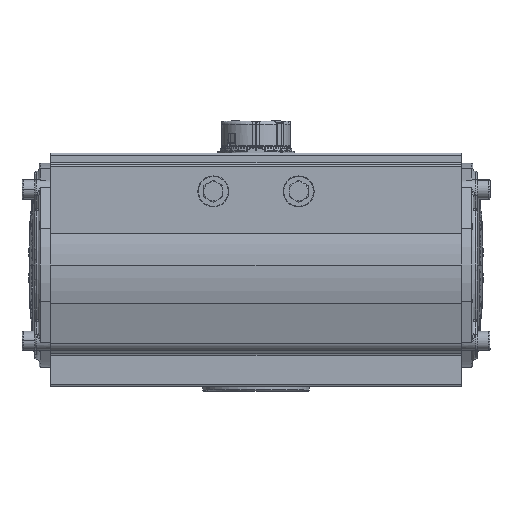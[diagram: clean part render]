
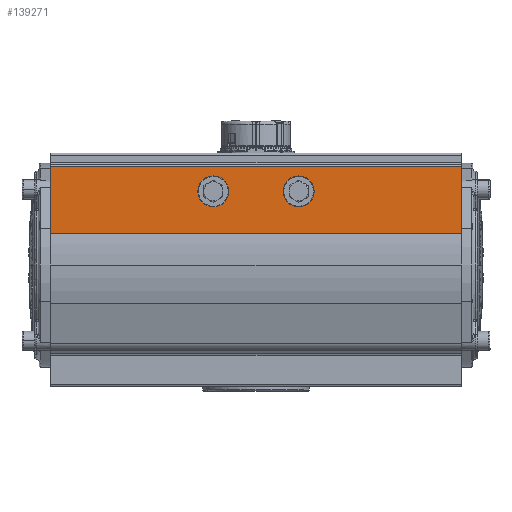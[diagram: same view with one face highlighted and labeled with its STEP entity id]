
A CAD part, top view. The second image highlights one B-rep face of the part: STEP entity #139271.
In plain terms, the highlighted face is planar.
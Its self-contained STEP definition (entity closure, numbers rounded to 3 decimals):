
#46448 = CARTESIAN_POINT ( 'NONE',  ( -68.876, -40.323, 71. ) ) ;
#46498 = CARTESIAN_POINT ( 'NONE',  ( -68.876, 39.677, 56.5 ) ) ;
#46521 = CIRCLE ( 'NONE', #46558, 14.5 ) ;
#46526 = DIRECTION ( 'NONE',  ( 0., 0., -1. ) ) ;
#46527 = DIRECTION ( 'NONE',  ( 1., 0., 0. ) ) ;
#46536 = CIRCLE ( 'NONE', #46556, 14.5 ) ;
#46539 = CARTESIAN_POINT ( 'NONE',  ( -68.876, -40.323, 56.5 ) ) ;
#46548 = CARTESIAN_POINT ( 'NONE',  ( -68.876, 39.677, 42. ) ) ;
#46553 = DIRECTION ( 'NONE',  ( 0., 0., -1. ) ) ;
#46554 = DIRECTION ( 'NONE',  ( 1., 0., 0. ) ) ;
#46555 = CARTESIAN_POINT ( 'NONE',  ( -68.876, 39.677, 71. ) ) ;
#46556 = AXIS2_PLACEMENT_3D ( 'NONE', #46539, #46527, #46526 ) ;
#46558 = AXIS2_PLACEMENT_3D ( 'NONE', #46498, #46554, #46553 ) ;
#46607 = CARTESIAN_POINT ( 'NONE',  ( -68.876, -40.323, 42. ) ) ;
#71385 = VERTEX_POINT ( 'NONE', #46448 ) ;
#71457 = EDGE_CURVE ( 'NONE', #71463, #71469, #46521, .T. ) ;
#71463 = VERTEX_POINT ( 'NONE', #46555 ) ;
#71469 = VERTEX_POINT ( 'NONE', #46548 ) ;
#71509 = EDGE_CURVE ( 'NONE', #71385, #71554, #46536, .T. ) ;
#71554 = VERTEX_POINT ( 'NONE', #46607 ) ;
#82208 = EDGE_CURVE ( 'NONE', #71554, #71385, #83783, .T. ) ;
#82242 = EDGE_CURVE ( 'NONE', #71469, #71463, #84085, .T. ) ;
#83783 = CIRCLE ( 'NONE', #83974, 14.5 ) ;
#83971 = DIRECTION ( 'NONE',  ( 0., 0., -1. ) ) ;
#83972 = DIRECTION ( 'NONE',  ( 1., 0., 0. ) ) ;
#83974 = AXIS2_PLACEMENT_3D ( 'NONE', #83992, #83972, #83971 ) ;
#83992 = CARTESIAN_POINT ( 'NONE',  ( -68.876, -40.323, 56.5 ) ) ;
#84027 = DIRECTION ( 'NONE',  ( 0., 0., -1. ) ) ;
#84029 = DIRECTION ( 'NONE',  ( 1., 0., 0. ) ) ;
#84031 = CARTESIAN_POINT ( 'NONE',  ( -68.876, 39.677, 56.5 ) ) ;
#84068 = AXIS2_PLACEMENT_3D ( 'NONE', #84031, #84029, #84027 ) ;
#84085 = CIRCLE ( 'NONE', #84068, 14.5 ) ;
#138516 = VERTEX_POINT ( 'NONE', #160870 ) ;
#138525 = EDGE_LOOP ( 'NONE', ( #138759, #138594 ) ) ;
#138576 = VERTEX_POINT ( 'NONE', #161039 ) ;
#138594 = ORIENTED_EDGE ( 'NONE', *, *, #71509, .T. ) ;
#138759 = ORIENTED_EDGE ( 'NONE', *, *, #82208, .T. ) ;
#138789 = EDGE_LOOP ( 'NONE', ( #138944, #139733, #139752, #139515 ) ) ;
#138841 = VERTEX_POINT ( 'NONE', #161206 ) ;
#138944 = ORIENTED_EDGE ( 'NONE', *, *, #139882, .F. ) ;
#139271 = ADVANCED_FACE ( 'NONE', ( #161291, #161320, #161426 ), #161405, .T. ) ;
#139286 = VERTEX_POINT ( 'NONE', #161394 ) ;
#139287 = EDGE_CURVE ( 'NONE', #138516, #138576, #161420, .T. ) ;
#139301 = EDGE_LOOP ( 'NONE', ( #144873, #139887 ) ) ;
#139470 = EDGE_CURVE ( 'NONE', #138841, #138576, #161504, .T. ) ;
#139515 = ORIENTED_EDGE ( 'NONE', *, *, #139470, .F. ) ;
#139719 = EDGE_CURVE ( 'NONE', #138516, #139286, #161705, .T. ) ;
#139733 = ORIENTED_EDGE ( 'NONE', *, *, #139719, .F. ) ;
#139752 = ORIENTED_EDGE ( 'NONE', *, *, #139287, .T. ) ;
#139882 = EDGE_CURVE ( 'NONE', #139286, #138841, #161832, .T. ) ;
#139887 = ORIENTED_EDGE ( 'NONE', *, *, #71457, .T. ) ;
#144873 = ORIENTED_EDGE ( 'NONE', *, *, #82242, .T. ) ;
#160870 = CARTESIAN_POINT ( 'NONE',  ( -68.876, -192.623, 79.5 ) ) ;
#161039 = CARTESIAN_POINT ( 'NONE',  ( -68.876, 191.977, 79.5 ) ) ;
#161206 = CARTESIAN_POINT ( 'NONE',  ( -68.876, 191.977, 16.873 ) ) ;
#161291 = FACE_BOUND ( 'NONE', #138525, .T. ) ;
#161320 = FACE_BOUND ( 'NONE', #139301, .T. ) ;
#161325 = AXIS2_PLACEMENT_3D ( 'NONE', #161428, #161389, #161387 ) ;
#161356 = DIRECTION ( 'NONE',  ( 0., 1., 0. ) ) ;
#161357 = VECTOR ( 'NONE', #161356, 1000. ) ;
#161359 = CARTESIAN_POINT ( 'NONE',  ( -68.876, -0.323, 79.5 ) ) ;
#161387 = DIRECTION ( 'NONE',  ( 0., 0., 1. ) ) ;
#161389 = DIRECTION ( 'NONE',  ( -1., 0., 0. ) ) ;
#161394 = CARTESIAN_POINT ( 'NONE',  ( -68.876, -192.623, 16.873 ) ) ;
#161405 = PLANE ( 'NONE',  #161325 ) ;
#161420 = LINE ( 'NONE', #161359, #161357 ) ;
#161426 = FACE_OUTER_BOUND ( 'NONE', #138789, .T. ) ;
#161428 = CARTESIAN_POINT ( 'NONE',  ( -68.876, -192.623, 16.873 ) ) ;
#161470 = DIRECTION ( 'NONE',  ( 0., 0., 1. ) ) ;
#161473 = VECTOR ( 'NONE', #161470, 1000. ) ;
#161477 = CARTESIAN_POINT ( 'NONE',  ( -68.876, 191.977, -17. ) ) ;
#161504 = LINE ( 'NONE', #161477, #161473 ) ;
#161519 = CARTESIAN_POINT ( 'NONE',  ( -68.876, -192.623, -17. ) ) ;
#161705 = LINE ( 'NONE', #161519, #161792 ) ;
#161790 = DIRECTION ( 'NONE',  ( 0., 0., -1. ) ) ;
#161792 = VECTOR ( 'NONE', #161790, 1000. ) ;
#161831 = CARTESIAN_POINT ( 'NONE',  ( -68.876, -0.323, 16.873 ) ) ;
#161832 = LINE ( 'NONE', #161831, #161951 ) ;
#161950 = DIRECTION ( 'NONE',  ( 0., 1., 0. ) ) ;
#161951 = VECTOR ( 'NONE', #161950, 1000. ) ;
